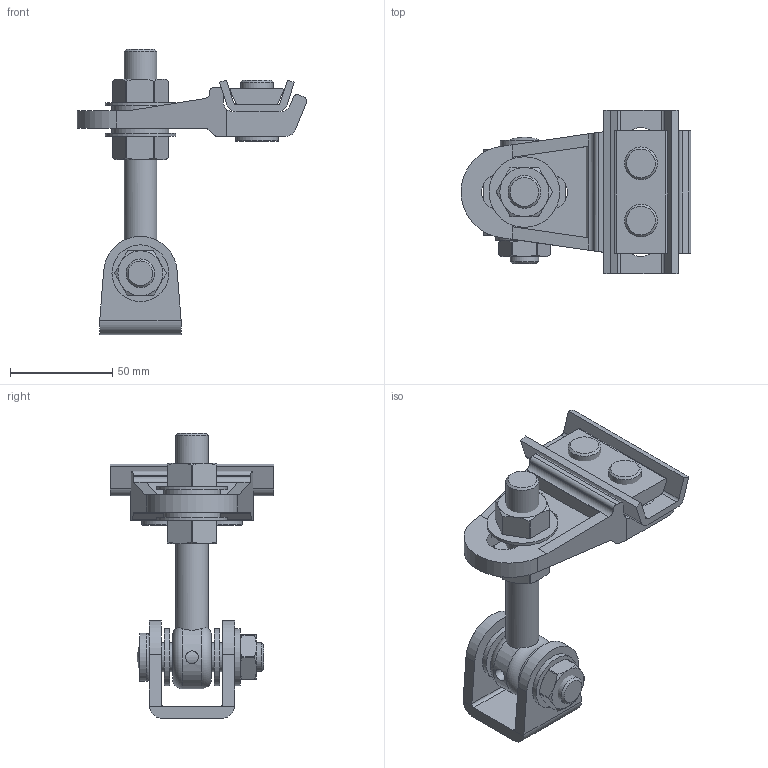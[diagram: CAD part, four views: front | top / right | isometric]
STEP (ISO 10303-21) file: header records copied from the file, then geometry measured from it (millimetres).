
FILE_DESCRIPTION (( 'STEP AP203' ), '1' );
FILE_NAME ('172-M16.STEP', '2023-02-13T08:12:40', ( '' ), ( '' ), 'SwSTEP 2.0', 'SolidWorks 2018', '' );
FILE_SCHEMA (( 'CONFIG_CONTROL_DESIGN' ));
Length unit declared in the file: millimetre
Products named in the file (12): 172-Mxx Teil5_172-M16 Teil5; 172-Mxx Teil6_172-M16 Teil6; 172-Mxx Teil2_172-M16 Teil2; 172-Mxx Teil4_172-M16 Teil4; 172-Mxx Teil1_172-M16 Teil1; 172-Mxx Teil8_172-M16 Teil8; 172-Mxx Teil3_172-M16 Teil3; 172-M16; 172-Mxx Teil7_172-M16 Teil7; 172-Mxx Teil9_172-M16 Teil9; DIN 1661 M4-M20_DIN 1661 M16; DIN 936 M8-M24_DIN 936 M14 Stahl
Assembly tree (17 placements, depth 2):
  172-M16
    172-Mxx Teil1_172-M16 Teil1
    172-Mxx Teil2_172-M16 Teil2
    172-Mxx Teil3_172-M16 Teil3
    172-Mxx Teil4_172-M16 Teil4  x5
    DIN 936 M8-M24_DIN 936 M14 Stahl
    172-Mxx Teil5_172-M16 Teil5
    172-Mxx Teil6_172-M16 Teil6
    DIN 1661 M4-M20_DIN 1661 M16  x2
    172-Mxx Teil7_172-M16 Teil7
    172-Mxx Teil8_172-M16 Teil8
    172-Mxx Teil9_172-M16 Teil9  x2
Bounding box: 112.32 x 80 x 139.5 mm (x, y, z)
Volume: 167209.8 mm3; surface area: 69987.2 mm2
Topology: 17 solids, 17 shells, 488 faces, 1224 edges, 794 vertices
Faces by surface type: plane 268, cylinder 85, bspline 85, cone 44, torus 5, sphere 1
Full cylindrical faces by diameter (mm): 6.2 x2, 12 x1, 14 x5, 14.2 x1, 14.5 x1, 15 x3, 15.2 x5, 16 x3, 18 x1, 19 x2, 20.5 x1, 21 x2, 22.4 x2, 23.5 x1, 27.8 x5, 34.5 x2
Entity records: 20845 total; most frequent: CARTESIAN_POINT 9851, ORIENTED_EDGE 2078, DIRECTION 1649, EDGE_CURVE 1039, VERTEX_POINT 704, VECTOR 653, LINE 653, EDGE_LOOP 527
